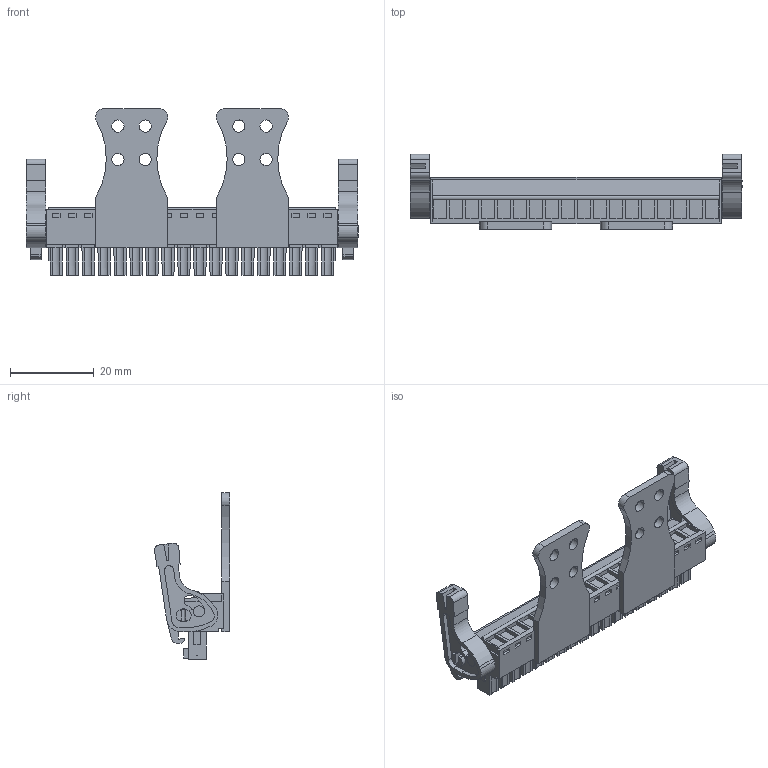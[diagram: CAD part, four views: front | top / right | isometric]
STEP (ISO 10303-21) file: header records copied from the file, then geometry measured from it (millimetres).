
FILE_DESCRIPTION(('CATIA V5R24 STEP','CAx-IF Rec.Pracs.--- Model Styling and Organization---1.2---2011-12-15'),'2;1');
FILE_NAME ('D1462183_0_2442170000_2442170000.stp','2017-10-04T13:56:14+00:00',('none'),('Weidmueller'),'CATIA Version 5-6 Release 2014 SP4 HF52','CATIA V5 STEP AP214','none');
FILE_SCHEMA(('AUTOMOTIVE_DESIGN { 1 0 10303 214 1 1 1 1 }'));
Length unit declared in the file: millimetre
Products named in the file (1): 2442170000
Bounding box: 79.17 x 17.9 x 39.75 mm (x, y, z)
Volume: 9855.6 mm3; surface area: 10533.5 mm2
Topology: 23 solids, 23 shells, 1102 faces, 2852 edges, 1886 vertices
Faces by surface type: plane 847, cylinder 255
Entity records: 31734 total; most frequent: ORIENTED_EDGE 5688, CARTESIAN_POINT 5633, DIRECTION 4131, EDGE_CURVE 2844, VECTOR 2204, LINE 2204, VERTEX_POINT 1884, AXIS2_PLACEMENT_3D 1257
